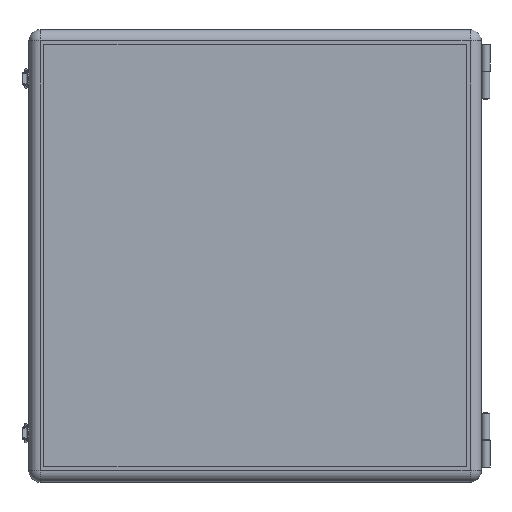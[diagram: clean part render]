
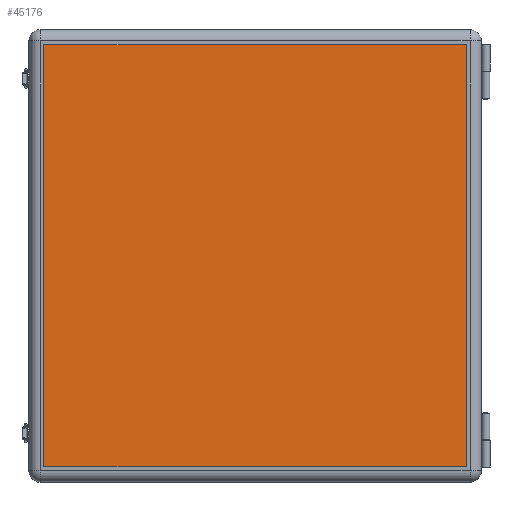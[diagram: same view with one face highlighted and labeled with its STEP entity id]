
A CAD part, top view. The second image highlights one B-rep face of the part: STEP entity #45176.
In plain terms, the highlighted face is planar.
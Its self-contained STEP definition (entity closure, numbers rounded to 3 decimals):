
#2689 = CARTESIAN_POINT ( 'NONE',  ( -280., 280., 0. ) ) ;
#2814 = CARTESIAN_POINT ( 'NONE',  ( 280., 280., 0. ) ) ;
#3174 = CARTESIAN_POINT ( 'NONE',  ( -280., -280., 0. ) ) ;
#6047 = VECTOR ( 'NONE', #12989, 1000. ) ;
#6051 = VECTOR ( 'NONE', #12998, 1000. ) ;
#6054 = VECTOR ( 'NONE', #13009, 1000. ) ;
#6057 = VECTOR ( 'NONE', #13015, 1000. ) ;
#11995 = CARTESIAN_POINT ( 'NONE',  ( 280., -280., 0. ) ) ;
#12940 = LINE ( 'NONE', #12987, #6047 ) ;
#12987 = CARTESIAN_POINT ( 'NONE',  ( 280., -283.5, 0. ) ) ;
#12989 = DIRECTION ( 'NONE',  ( 0., 1., 0. ) ) ;
#12995 = LINE ( 'NONE', #12997, #6051 ) ;
#12996 = LINE ( 'NONE', #13008, #6054 ) ;
#12997 = CARTESIAN_POINT ( 'NONE',  ( -283.5, 280., 0. ) ) ;
#12998 = DIRECTION ( 'NONE',  ( -1., 0., 0. ) ) ;
#13008 = CARTESIAN_POINT ( 'NONE',  ( -283.5, -280., 0. ) ) ;
#13009 = DIRECTION ( 'NONE',  ( 1., 0., 0. ) ) ;
#13013 = LINE ( 'NONE', #13014, #6057 ) ;
#13014 = CARTESIAN_POINT ( 'NONE',  ( -280., -283.5, 0. ) ) ;
#13015 = DIRECTION ( 'NONE',  ( 0., -1., 0. ) ) ;
#21460 = AXIS2_PLACEMENT_3D ( 'NONE', #37041, #37052, #37053 ) ;
#28231 = VERTEX_POINT ( 'NONE', #2689 ) ;
#28356 = VERTEX_POINT ( 'NONE', #2814 ) ;
#28716 = VERTEX_POINT ( 'NONE', #3174 ) ;
#30917 = VERTEX_POINT ( 'NONE', #11995 ) ;
#33977 = EDGE_CURVE ( 'NONE', #30917, #28356, #12940, .T. ) ;
#33980 = EDGE_CURVE ( 'NONE', #28356, #28231, #12995, .T. ) ;
#33984 = EDGE_CURVE ( 'NONE', #28716, #30917, #12996, .T. ) ;
#33986 = EDGE_CURVE ( 'NONE', #28231, #28716, #13013, .T. ) ;
#37041 = CARTESIAN_POINT ( 'NONE',  ( -283.5, -283.5, 0. ) ) ;
#37049 = FACE_OUTER_BOUND ( 'NONE', #43491, .T. ) ;
#37050 = PLANE ( 'NONE',  #21460 ) ;
#37052 = DIRECTION ( 'NONE',  ( 0., 0., 1. ) ) ;
#37053 = DIRECTION ( 'NONE',  ( 1., 0., 0. ) ) ;
#43491 = EDGE_LOOP ( 'NONE', ( #59697, #59698, #59700, #59702 ) ) ;
#45176 = ADVANCED_FACE ( 'NONE', ( #37049 ), #37050, .F. ) ;
#59697 = ORIENTED_EDGE ( 'NONE', *, *, #33977, .F. ) ;
#59698 = ORIENTED_EDGE ( 'NONE', *, *, #33984, .F. ) ;
#59700 = ORIENTED_EDGE ( 'NONE', *, *, #33986, .F. ) ;
#59702 = ORIENTED_EDGE ( 'NONE', *, *, #33980, .F. ) ;
